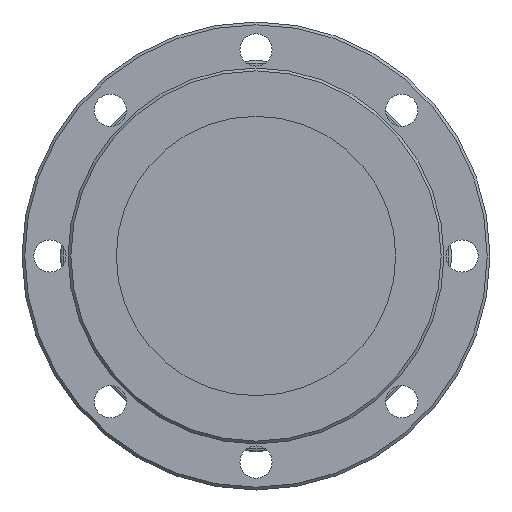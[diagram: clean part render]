
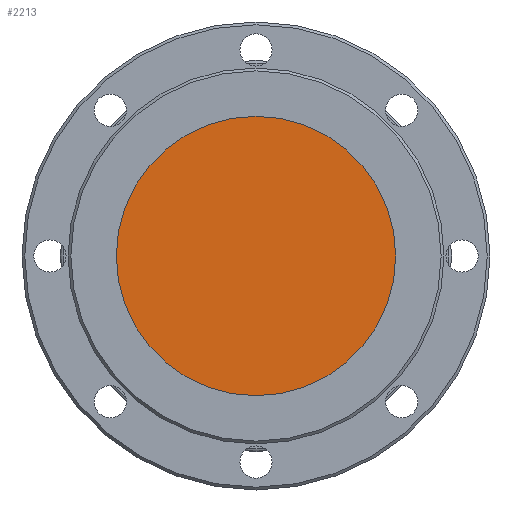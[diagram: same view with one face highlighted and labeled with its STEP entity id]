
A CAD part, front view. The second image highlights one B-rep face of the part: STEP entity #2213.
In plain terms, the highlighted planar face has unit normal (0, -1, 0).
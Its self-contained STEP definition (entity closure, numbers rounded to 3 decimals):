
#555=FACE_OUTER_BOUND('',#716,.T.);
#716=EDGE_LOOP('',(#1871));
#848=CIRCLE('',#2500,100.);
#1041=VERTEX_POINT('',#4457);
#1325=EDGE_CURVE('',#1041,#1041,#848,.T.);
#1871=ORIENTED_EDGE('',*,*,#1325,.T.);
#2065=PLANE('',#2499);
#2213=ADVANCED_FACE('',(#555),#2065,.F.);
#2499=AXIS2_PLACEMENT_3D('',#4456,#3014,#3015);
#2500=AXIS2_PLACEMENT_3D('',#4458,#3016,#3017);
#3014=DIRECTION('center_axis',(0.,1.,0.));
#3015=DIRECTION('ref_axis',(0.,0.,1.));
#3016=DIRECTION('center_axis',(0.,-1.,0.));
#3017=DIRECTION('ref_axis',(-1.,0.,0.));
#4456=CARTESIAN_POINT('Origin',(0.,42.,0.));
#4457=CARTESIAN_POINT('',(-100.,42.,0.));
#4458=CARTESIAN_POINT('Origin',(0.,42.,0.));
